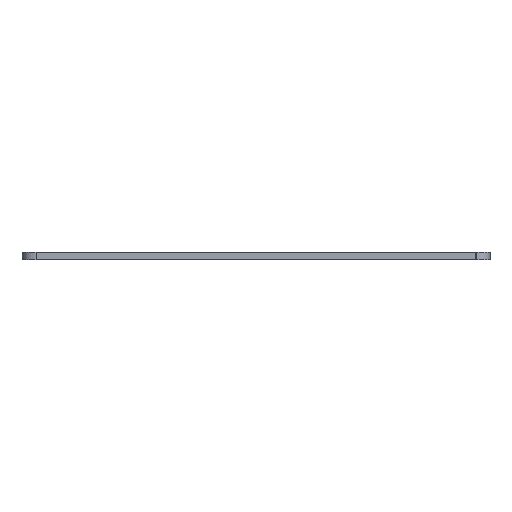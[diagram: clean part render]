
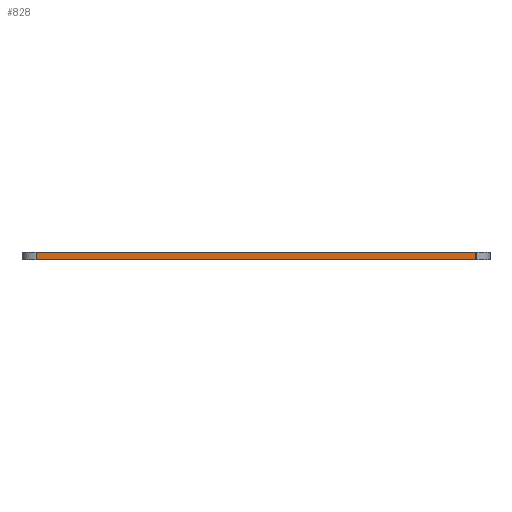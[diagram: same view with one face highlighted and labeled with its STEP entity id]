
A CAD part, front view. The second image highlights one B-rep face of the part: STEP entity #828.
In plain terms, the highlighted planar face has unit normal (0, -1, 0).
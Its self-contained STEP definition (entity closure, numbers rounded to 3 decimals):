
#179 = VERTEX_POINT('',#180);
#180 = CARTESIAN_POINT('',(45.,-143.121,0.));
#187 = EDGE_CURVE('',#188,#179,#190,.T.);
#188 = VERTEX_POINT('',#189);
#189 = CARTESIAN_POINT('',(139.,-143.121,0.));
#190 = LINE('',#191,#192);
#191 = CARTESIAN_POINT('',(139.,-143.121,0.));
#192 = VECTOR('',#193,1.);
#193 = DIRECTION('',(-1.,0.,0.));
#464 = VERTEX_POINT('',#465);
#465 = CARTESIAN_POINT('',(45.,-143.121,1.6));
#472 = EDGE_CURVE('',#473,#464,#475,.T.);
#473 = VERTEX_POINT('',#474);
#474 = CARTESIAN_POINT('',(139.,-143.121,1.6));
#475 = LINE('',#476,#477);
#476 = CARTESIAN_POINT('',(139.,-143.121,1.6));
#477 = VECTOR('',#478,1.);
#478 = DIRECTION('',(-1.,0.,0.));
#800 = EDGE_CURVE('',#188,#473,#801,.T.);
#801 = LINE('',#802,#803);
#802 = CARTESIAN_POINT('',(139.,-143.121,0.));
#803 = VECTOR('',#804,1.);
#804 = DIRECTION('',(0.,0.,1.));
#828 = ADVANCED_FACE('',(#829),#840,.T.);
#829 = FACE_BOUND('',#830,.T.);
#830 = EDGE_LOOP('',(#831,#832,#833,#839));
#831 = ORIENTED_EDGE('',*,*,#800,.T.);
#832 = ORIENTED_EDGE('',*,*,#472,.T.);
#833 = ORIENTED_EDGE('',*,*,#834,.F.);
#834 = EDGE_CURVE('',#179,#464,#835,.T.);
#835 = LINE('',#836,#837);
#836 = CARTESIAN_POINT('',(45.,-143.121,0.));
#837 = VECTOR('',#838,1.);
#838 = DIRECTION('',(0.,0.,1.));
#839 = ORIENTED_EDGE('',*,*,#187,.F.);
#840 = PLANE('',#841);
#841 = AXIS2_PLACEMENT_3D('',#842,#843,#844);
#842 = CARTESIAN_POINT('',(139.,-143.121,0.));
#843 = DIRECTION('',(0.,-1.,0.));
#844 = DIRECTION('',(-1.,0.,0.));
